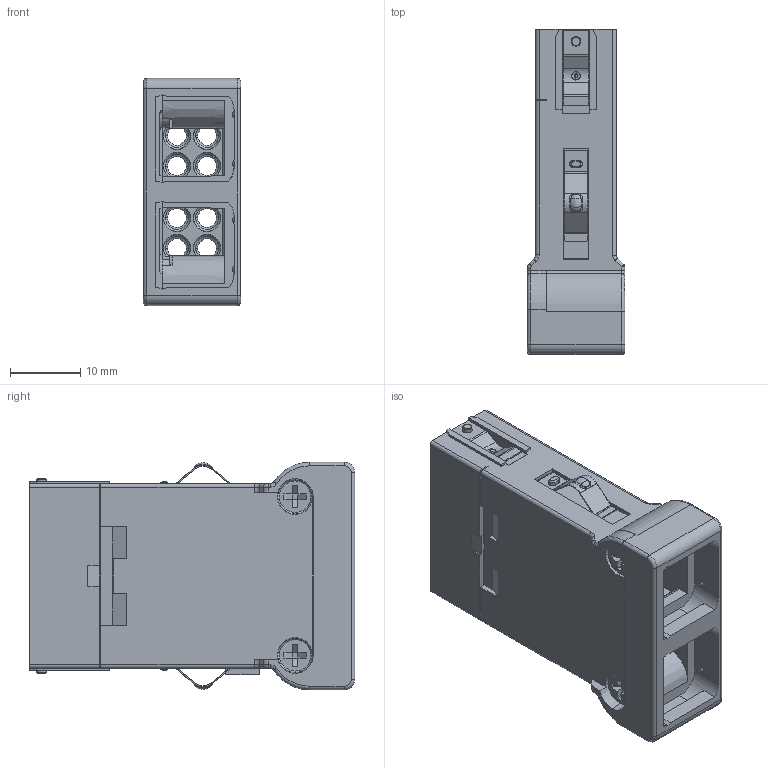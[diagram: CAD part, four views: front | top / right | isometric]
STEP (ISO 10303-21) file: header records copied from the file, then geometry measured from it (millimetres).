
FILE_DESCRIPTION(/* description */ (''),/* implementation_level */ '2;1');
FILE_NAME(/* name */ '3D_1290080100503_HMMB-008-MC_V1.0_stp.stp',/* time_stamp */ '2024-01-17T18:22:32+08:00',/* author */ (''),/* organization */ (''),/* preprocessor_version */ 'ST-DEVELOPER v18.1',/* originating_system */ 'SIEMENS PLM Software NX 1980',/* authorisation */ '');
FILE_SCHEMA (('AUTOMOTIVE_DESIGN { 1 0 10303 214 3 1 1 1 }'));
Length unit declared in the file: millimetre
Products named in the file (1): ylga1A10FFB3e8ft
Bounding box: 13.9 x 46.4 x 32.4 mm (x, y, z)
Volume: 7803.4 mm3; surface area: 12223.5 mm2
Topology: 3 solids, 3 shells, 1100 faces, 2912 edges, 1840 vertices
Faces by surface type: plane 695, cone 157, cylinder 156, bspline 38, torus 36, sphere 18
Entity records: 38779 total; most frequent: CARTESIAN_POINT 9863, ORIENTED_EDGE 5788, DIRECTION 5137, EDGE_CURVE 2894, LINE 2009, VECTOR 2009, VERTEX_POINT 1840, AXIS2_PLACEMENT_3D 1564
